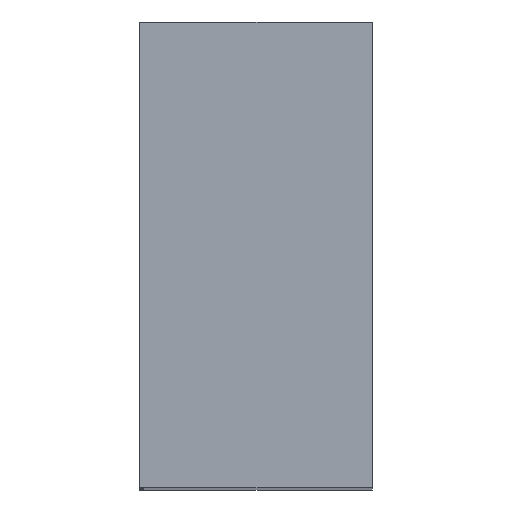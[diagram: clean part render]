
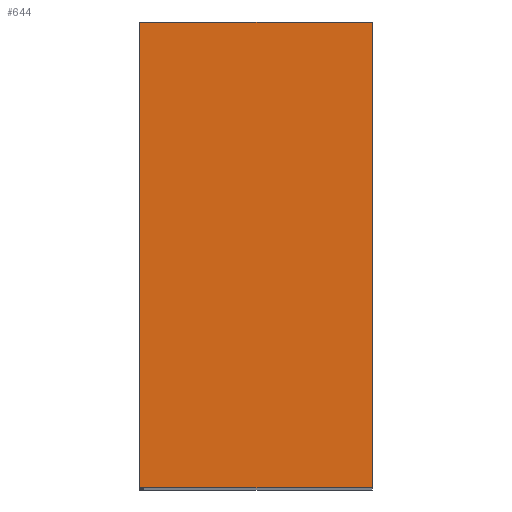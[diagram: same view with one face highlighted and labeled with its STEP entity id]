
A CAD part, top view. The second image highlights one B-rep face of the part: STEP entity #644.
In plain terms, the highlighted planar face has unit normal (0, 0, 1).
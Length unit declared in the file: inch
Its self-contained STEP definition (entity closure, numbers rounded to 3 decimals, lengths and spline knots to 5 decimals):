
#6 = EDGE_CURVE ( 'NONE', #154, #164, #455, .T. ) ;
#27 = EDGE_CURVE ( 'NONE', #155, #164, #509, .T. ) ;
#40 = AXIS2_PLACEMENT_3D ( 'NONE', #357, #358, #359 ) ;
#50 = EDGE_CURVE ( 'NONE', #172, #154, #456, .T. ) ;
#59 = EDGE_CURVE ( 'NONE', #172, #155, #529, .T. ) ;
#102 = ORIENTED_EDGE ( 'NONE', *, *, #59, .T. ) ;
#105 = ORIENTED_EDGE ( 'NONE', *, *, #50, .F. ) ;
#130 = ORIENTED_EDGE ( 'NONE', *, *, #6, .F. ) ;
#143 = ORIENTED_EDGE ( 'NONE', *, *, #27, .T. ) ;
#154 = VERTEX_POINT ( 'NONE', #286 ) ;
#155 = VERTEX_POINT ( 'NONE', #287 ) ;
#164 = VERTEX_POINT ( 'NONE', #296 ) ;
#172 = VERTEX_POINT ( 'NONE', #304 ) ;
#186 = CARTESIAN_POINT ( 'NONE',  ( 0.1, -0.2, 0.6 ) ) ;
#187 = DIRECTION ( 'NONE',  ( -1., 0., 0. ) ) ;
#203 = CARTESIAN_POINT ( 'NONE',  ( -0.1, -0.2, 0.6 ) ) ;
#204 = DIRECTION ( 'NONE',  ( 0., -1., 0. ) ) ;
#235 = CARTESIAN_POINT ( 'NONE',  ( 0.1, -0.2, 0.6 ) ) ;
#236 = DIRECTION ( 'NONE',  ( 0., -1., 0. ) ) ;
#249 = CARTESIAN_POINT ( 'NONE',  ( 0.1, 0.2, 0.6 ) ) ;
#250 = DIRECTION ( 'NONE',  ( -1., 0., 0. ) ) ;
#286 = CARTESIAN_POINT ( 'NONE',  ( 0.1, -0.2, 0.6 ) ) ;
#287 = CARTESIAN_POINT ( 'NONE',  ( -0.1, 0.2, 0.6 ) ) ;
#296 = CARTESIAN_POINT ( 'NONE',  ( -0.1, -0.2, 0.6 ) ) ;
#304 = CARTESIAN_POINT ( 'NONE',  ( 0.1, 0.2, 0.6 ) ) ;
#356 = PLANE ( 'NONE',  #40 ) ;
#357 = CARTESIAN_POINT ( 'NONE',  ( 0.1, -0.2, 0.6 ) ) ;
#358 = DIRECTION ( 'NONE',  ( 0., 0., -1. ) ) ;
#359 = DIRECTION ( 'NONE',  ( 0., 1., 0. ) ) ;
#455 = LINE ( 'NONE', #186, #473 ) ;
#456 = LINE ( 'NONE', #235, #491 ) ;
#473 = VECTOR ( 'NONE', #187, 39.37008 ) ;
#478 = EDGE_LOOP ( 'NONE', ( #143, #130, #105, #102 ) ) ;
#491 = VECTOR ( 'NONE', #236, 39.37008 ) ;
#509 = LINE ( 'NONE', #203, #512 ) ;
#512 = VECTOR ( 'NONE', #204, 39.37008 ) ;
#528 = VECTOR ( 'NONE', #250, 39.37008 ) ;
#529 = LINE ( 'NONE', #249, #528 ) ;
#558 = FACE_OUTER_BOUND ( 'NONE', #478, .T. ) ;
#644 = ADVANCED_FACE ( 'NONE', ( #558 ), #356, .F. ) ;
